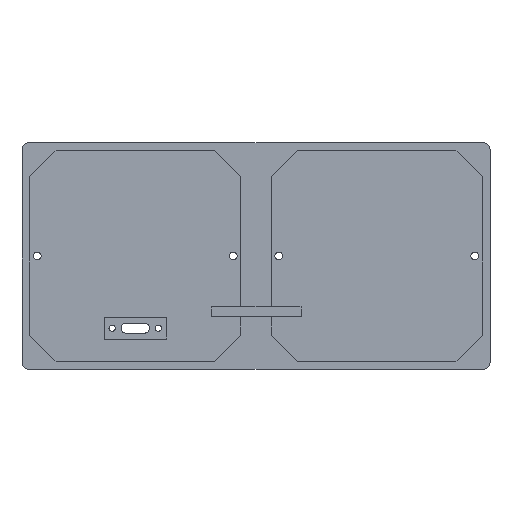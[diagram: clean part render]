
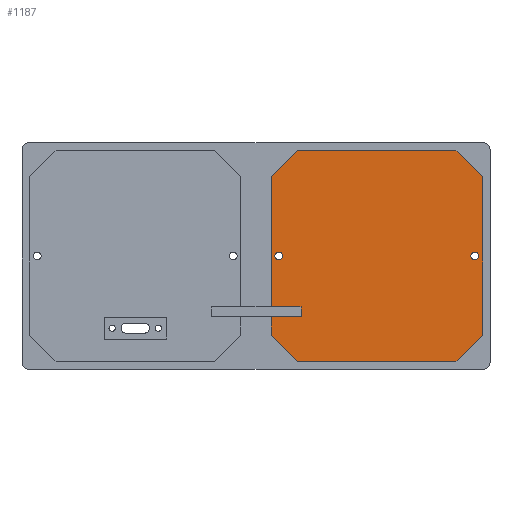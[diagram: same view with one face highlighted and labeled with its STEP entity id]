
A CAD part, top view. The second image highlights one B-rep face of the part: STEP entity #1187.
In plain terms, the highlighted planar face has unit normal (0, 0, 1).
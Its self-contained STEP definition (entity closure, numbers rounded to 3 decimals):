
#11 = VERTEX_POINT ( 'NONE', #865 ) ;
#14 = CARTESIAN_POINT ( 'NONE',  ( 7.6, 0., 5. ) ) ;
#29 = DIRECTION ( 'NONE',  ( -1., 0., 0. ) ) ;
#54 = EDGE_CURVE ( 'NONE', #868, #1513, #61, .T. ) ;
#56 = LINE ( 'NONE', #756, #127 ) ;
#61 = CIRCLE ( 'NONE', #1339, 1.3 ) ;
#97 = AXIS2_PLACEMENT_3D ( 'NONE', #2167, #938, #403 ) ;
#127 = VECTOR ( 'NONE', #417, 1000. ) ;
#146 = EDGE_CURVE ( 'NONE', #366, #1945, #56, .T. ) ;
#167 = EDGE_LOOP ( 'NONE', ( #1446, #2052 ) ) ;
#171 = ORIENTED_EDGE ( 'NONE', *, *, #789, .T. ) ;
#174 = CARTESIAN_POINT ( 'NONE',  ( 5., -20.25, 5. ) ) ;
#183 = VERTEX_POINT ( 'NONE', #1464 ) ;
#184 = CARTESIAN_POINT ( 'NONE',  ( 75.5, 26.411, 5. ) ) ;
#196 = ORIENTED_EDGE ( 'NONE', *, *, #1956, .T. ) ;
#205 = CARTESIAN_POINT ( 'NONE',  ( 15., -16.95, 5. ) ) ;
#229 = VECTOR ( 'NONE', #2164, 1000. ) ;
#241 = CARTESIAN_POINT ( 'NONE',  ( -15., -20.25, 5. ) ) ;
#251 = DIRECTION ( 'NONE',  ( 0., -1., 0. ) ) ;
#259 = CARTESIAN_POINT ( 'NONE',  ( 66.661, -35.25, 5. ) ) ;
#289 = VERTEX_POINT ( 'NONE', #1814 ) ;
#306 = CIRCLE ( 'NONE', #1579, 1.3 ) ;
#335 = DIRECTION ( 'NONE',  ( 0., 0., 1. ) ) ;
#345 = ORIENTED_EDGE ( 'NONE', *, *, #1720, .T. ) ;
#364 = DIRECTION ( 'NONE',  ( 0., 0., 1. ) ) ;
#366 = VERTEX_POINT ( 'NONE', #259 ) ;
#392 = DIRECTION ( 'NONE',  ( 0., 0., 1. ) ) ;
#398 = ORIENTED_EDGE ( 'NONE', *, *, #1887, .T. ) ;
#403 = DIRECTION ( 'NONE',  ( -1., 0., 0. ) ) ;
#413 = DIRECTION ( 'NONE',  ( 1., 0., 0. ) ) ;
#417 = DIRECTION ( 'NONE',  ( 0.707, 0.707, 0. ) ) ;
#422 = EDGE_CURVE ( 'NONE', #2121, #1169, #593, .T. ) ;
#433 = CARTESIAN_POINT ( 'NONE',  ( -15., -16.95, 5. ) ) ;
#436 = FACE_BOUND ( 'NONE', #1688, .T. ) ;
#510 = ORIENTED_EDGE ( 'NONE', *, *, #1126, .T. ) ;
#527 = ORIENTED_EDGE ( 'NONE', *, *, #422, .T. ) ;
#573 = DIRECTION ( 'NONE',  ( -0.707, 0.707, 0. ) ) ;
#574 = FACE_BOUND ( 'NONE', #167, .T. ) ;
#585 = EDGE_CURVE ( 'NONE', #1169, #1250, #2206, .T. ) ;
#593 = LINE ( 'NONE', #1121, #2176 ) ;
#616 = CARTESIAN_POINT ( 'NONE',  ( 74.2, 0., 5. ) ) ;
#649 = CARTESIAN_POINT ( 'NONE',  ( 5., -26.411, 5. ) ) ;
#662 = CARTESIAN_POINT ( 'NONE',  ( 8.9, 0., 5. ) ) ;
#678 = EDGE_CURVE ( 'NONE', #1513, #868, #2015, .T. ) ;
#685 = CARTESIAN_POINT ( 'NONE',  ( 6.3, 0., 5. ) ) ;
#691 = VECTOR ( 'NONE', #1439, 1000. ) ;
#701 = CARTESIAN_POINT ( 'NONE',  ( 66.661, 35.25, 5. ) ) ;
#703 = CARTESIAN_POINT ( 'NONE',  ( 7.6, 0., 5. ) ) ;
#723 = LINE ( 'NONE', #701, #1315 ) ;
#756 = CARTESIAN_POINT ( 'NONE',  ( 66.661, -35.25, 5. ) ) ;
#775 = VECTOR ( 'NONE', #877, 1000. ) ;
#789 = EDGE_CURVE ( 'NONE', #289, #1421, #723, .T. ) ;
#798 = VERTEX_POINT ( 'NONE', #1399 ) ;
#865 = CARTESIAN_POINT ( 'NONE',  ( 15., -16.95, 5. ) ) ;
#868 = VERTEX_POINT ( 'NONE', #1026 ) ;
#872 = VECTOR ( 'NONE', #1693, 1000. ) ;
#877 = DIRECTION ( 'NONE',  ( 0., 1., 0. ) ) ;
#885 = AXIS2_PLACEMENT_3D ( 'NONE', #14, #392, #1595 ) ;
#912 = FACE_OUTER_BOUND ( 'NONE', #1623, .T. ) ;
#938 = DIRECTION ( 'NONE',  ( 0., 0., -1. ) ) ;
#950 = CARTESIAN_POINT ( 'NONE',  ( 5., -26.411, 5. ) ) ;
#979 = CARTESIAN_POINT ( 'NONE',  ( 75.5, -26.411, 5. ) ) ;
#989 = EDGE_CURVE ( 'NONE', #1626, #2204, #1472, .T. ) ;
#1002 = CARTESIAN_POINT ( 'NONE',  ( 13.839, 35.25, 5. ) ) ;
#1011 = CARTESIAN_POINT ( 'NONE',  ( 13.839, 35.25, 5. ) ) ;
#1026 = CARTESIAN_POINT ( 'NONE',  ( 71.6, 0., 5. ) ) ;
#1032 = DIRECTION ( 'NONE',  ( -1., 0., 0. ) ) ;
#1034 = CARTESIAN_POINT ( 'NONE',  ( 5., 26.411, 5. ) ) ;
#1067 = VECTOR ( 'NONE', #1857, 1000. ) ;
#1070 = VECTOR ( 'NONE', #1725, 1000. ) ;
#1080 = ORIENTED_EDGE ( 'NONE', *, *, #585, .T. ) ;
#1092 = EDGE_CURVE ( 'NONE', #2204, #1626, #306, .T. ) ;
#1097 = CARTESIAN_POINT ( 'NONE',  ( 66.661, 35.25, 5. ) ) ;
#1110 = LINE ( 'NONE', #1097, #1749 ) ;
#1119 = ORIENTED_EDGE ( 'NONE', *, *, #678, .F. ) ;
#1121 = CARTESIAN_POINT ( 'NONE',  ( 5., 26.411, 5. ) ) ;
#1126 = EDGE_CURVE ( 'NONE', #1250, #366, #1471, .T. ) ;
#1169 = VERTEX_POINT ( 'NONE', #950 ) ;
#1187 = ADVANCED_FACE ( 'NONE', ( #436, #574, #912 ), #2006, .F. ) ;
#1201 = ORIENTED_EDGE ( 'NONE', *, *, #146, .T. ) ;
#1204 = CARTESIAN_POINT ( 'NONE',  ( 72.9, 0., 5. ) ) ;
#1205 = LINE ( 'NONE', #1034, #1070 ) ;
#1217 = ORIENTED_EDGE ( 'NONE', *, *, #2200, .T. ) ;
#1221 = VERTEX_POINT ( 'NONE', #1270 ) ;
#1250 = VERTEX_POINT ( 'NONE', #2189 ) ;
#1256 = DIRECTION ( 'NONE',  ( 0., 1., 0. ) ) ;
#1257 = DIRECTION ( 'NONE',  ( -1., 0., 0. ) ) ;
#1259 = DIRECTION ( 'NONE',  ( 0., 0., 1. ) ) ;
#1270 = CARTESIAN_POINT ( 'NONE',  ( 15., -20.25, 5. ) ) ;
#1306 = VECTOR ( 'NONE', #413, 1000. ) ;
#1315 = VECTOR ( 'NONE', #1545, 1000. ) ;
#1323 = LINE ( 'NONE', #433, #229 ) ;
#1339 = AXIS2_PLACEMENT_3D ( 'NONE', #1394, #1259, #29 ) ;
#1354 = VECTOR ( 'NONE', #1256, 1000. ) ;
#1394 = CARTESIAN_POINT ( 'NONE',  ( 72.9, 0., 5. ) ) ;
#1399 = CARTESIAN_POINT ( 'NONE',  ( 5., -16.95, 5. ) ) ;
#1421 = VERTEX_POINT ( 'NONE', #1011 ) ;
#1439 = DIRECTION ( 'NONE',  ( 1., 0., 0. ) ) ;
#1440 = CARTESIAN_POINT ( 'NONE',  ( 13.839, -35.25, 5. ) ) ;
#1446 = ORIENTED_EDGE ( 'NONE', *, *, #1092, .F. ) ;
#1464 = CARTESIAN_POINT ( 'NONE',  ( 75.5, 26.411, 5. ) ) ;
#1471 = LINE ( 'NONE', #1440, #1306 ) ;
#1472 = CIRCLE ( 'NONE', #885, 1.3 ) ;
#1482 = LINE ( 'NONE', #1002, #872 ) ;
#1489 = CARTESIAN_POINT ( 'NONE',  ( 5., 26.411, 5. ) ) ;
#1512 = VERTEX_POINT ( 'NONE', #1489 ) ;
#1513 = VERTEX_POINT ( 'NONE', #616 ) ;
#1545 = DIRECTION ( 'NONE',  ( -1., 0., 0. ) ) ;
#1579 = AXIS2_PLACEMENT_3D ( 'NONE', #703, #364, #1257 ) ;
#1595 = DIRECTION ( 'NONE',  ( -1., 0., 0. ) ) ;
#1623 = EDGE_LOOP ( 'NONE', ( #1217, #1822, #2069, #1931, #527, #1080, #510, #1201, #345, #398, #171, #196 ) ) ;
#1626 = VERTEX_POINT ( 'NONE', #662 ) ;
#1688 = EDGE_LOOP ( 'NONE', ( #1815, #1119 ) ) ;
#1693 = DIRECTION ( 'NONE',  ( -0.707, -0.707, 0. ) ) ;
#1720 = EDGE_CURVE ( 'NONE', #1945, #183, #1743, .T. ) ;
#1725 = DIRECTION ( 'NONE',  ( 0., -1., 0. ) ) ;
#1743 = LINE ( 'NONE', #184, #775 ) ;
#1749 = VECTOR ( 'NONE', #573, 1000. ) ;
#1784 = LINE ( 'NONE', #241, #691 ) ;
#1809 = EDGE_CURVE ( 'NONE', #1221, #11, #1953, .T. ) ;
#1814 = CARTESIAN_POINT ( 'NONE',  ( 66.661, 35.25, 5. ) ) ;
#1815 = ORIENTED_EDGE ( 'NONE', *, *, #54, .F. ) ;
#1822 = ORIENTED_EDGE ( 'NONE', *, *, #1981, .F. ) ;
#1857 = DIRECTION ( 'NONE',  ( 0.707, -0.707, 0. ) ) ;
#1887 = EDGE_CURVE ( 'NONE', #183, #289, #1110, .T. ) ;
#1906 = EDGE_CURVE ( 'NONE', #2121, #1221, #1784, .T. ) ;
#1931 = ORIENTED_EDGE ( 'NONE', *, *, #1906, .F. ) ;
#1945 = VERTEX_POINT ( 'NONE', #979 ) ;
#1953 = LINE ( 'NONE', #205, #1354 ) ;
#1956 = EDGE_CURVE ( 'NONE', #1421, #1512, #1482, .T. ) ;
#1981 = EDGE_CURVE ( 'NONE', #11, #798, #1323, .T. ) ;
#2006 = PLANE ( 'NONE',  #97 ) ;
#2015 = CIRCLE ( 'NONE', #2197, 1.3 ) ;
#2052 = ORIENTED_EDGE ( 'NONE', *, *, #989, .F. ) ;
#2069 = ORIENTED_EDGE ( 'NONE', *, *, #1809, .F. ) ;
#2121 = VERTEX_POINT ( 'NONE', #174 ) ;
#2164 = DIRECTION ( 'NONE',  ( -1., 0., 0. ) ) ;
#2167 = CARTESIAN_POINT ( 'NONE',  ( 0., 0., 5. ) ) ;
#2176 = VECTOR ( 'NONE', #251, 1000. ) ;
#2189 = CARTESIAN_POINT ( 'NONE',  ( 13.839, -35.25, 5. ) ) ;
#2197 = AXIS2_PLACEMENT_3D ( 'NONE', #1204, #335, #1032 ) ;
#2200 = EDGE_CURVE ( 'NONE', #1512, #798, #1205, .T. ) ;
#2204 = VERTEX_POINT ( 'NONE', #685 ) ;
#2206 = LINE ( 'NONE', #649, #1067 ) ;
